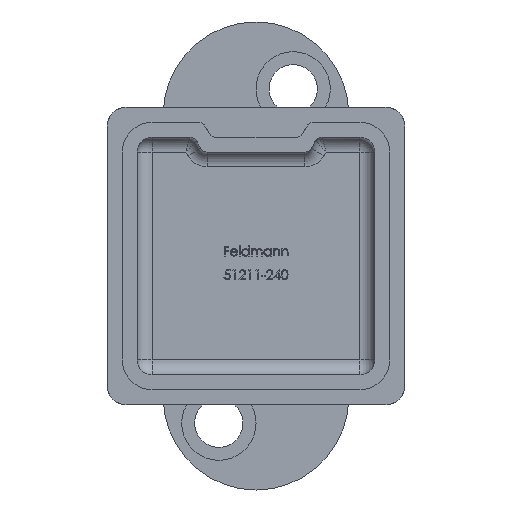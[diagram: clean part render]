
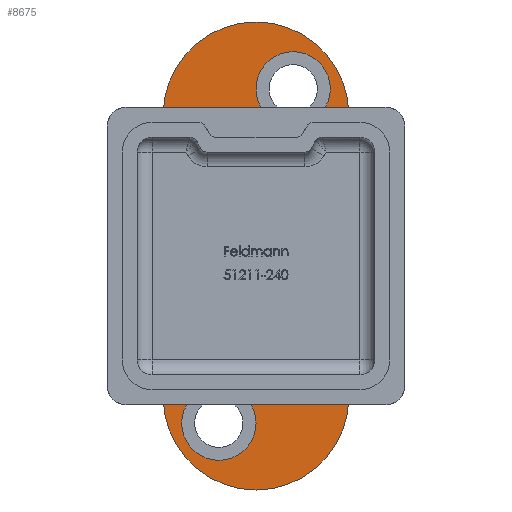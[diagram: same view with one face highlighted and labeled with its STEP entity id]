
A CAD part, front view. The second image highlights one B-rep face of the part: STEP entity #8675.
In plain terms, the highlighted planar face has unit normal (0, -1, 0).
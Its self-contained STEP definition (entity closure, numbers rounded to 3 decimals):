
#107 = ORIENTED_EDGE ( 'NONE', *, *, #9075, .F. ) ;
#189 = FACE_BOUND ( 'NONE', #8373, .T. ) ;
#195 = EDGE_CURVE ( 'NONE', #1796, #5087, #10058, .T. ) ;
#540 = ORIENTED_EDGE ( 'NONE', *, *, #3255, .F. ) ;
#580 = CARTESIAN_POINT ( 'NONE',  ( 0., 78., 19. ) ) ;
#798 = DIRECTION ( 'NONE',  ( 0., 0., 1. ) ) ;
#954 = CARTESIAN_POINT ( 'NONE',  ( 7.541, 78., -19. ) ) ;
#1152 = CIRCLE ( 'NONE', #10838, 12.5 ) ;
#1382 = CIRCLE ( 'NONE', #2914, 12.5 ) ;
#1433 = CARTESIAN_POINT ( 'NONE',  ( 0., 78., -7.541 ) ) ;
#1468 = CARTESIAN_POINT ( 'NONE',  ( 12.5, 78., -19. ) ) ;
#1624 = DIRECTION ( 'NONE',  ( 0., 0., -1. ) ) ;
#1775 = LINE ( 'NONE', #1433, #8491 ) ;
#1796 = VERTEX_POINT ( 'NONE', #6444 ) ;
#1839 = VECTOR ( 'NONE', #1624, 1000. ) ;
#1845 = ORIENTED_EDGE ( 'NONE', *, *, #7104, .F. ) ;
#1851 = CARTESIAN_POINT ( 'NONE',  ( -12.5, 78., 19. ) ) ;
#1929 = DIRECTION ( 'NONE',  ( 0., 0., 1. ) ) ;
#2063 = DIRECTION ( 'NONE',  ( 0., 0., -1. ) ) ;
#2126 = DIRECTION ( 'NONE',  ( 0., 0., 1. ) ) ;
#2384 = CARTESIAN_POINT ( 'NONE',  ( -5., 78., -27.5 ) ) ;
#2432 = LINE ( 'NONE', #12626, #7642 ) ;
#2461 = LINE ( 'NONE', #954, #7673 ) ;
#2516 = VERTEX_POINT ( 'NONE', #8704 ) ;
#2582 = VECTOR ( 'NONE', #6012, 1000. ) ;
#2682 = ORIENTED_EDGE ( 'NONE', *, *, #4386, .T. ) ;
#2844 = CARTESIAN_POINT ( 'NONE',  ( 7.541, 78., -7.541 ) ) ;
#2862 = DIRECTION ( 'NONE',  ( 0., 1., 0. ) ) ;
#2866 = PLANE ( 'NONE',  #6764 ) ;
#2914 = AXIS2_PLACEMENT_3D ( 'NONE', #580, #12084, #11085 ) ;
#2917 = EDGE_CURVE ( 'NONE', #2516, #5273, #2461, .T. ) ;
#3075 = CARTESIAN_POINT ( 'NONE',  ( -7.541, 78., 7.541 ) ) ;
#3255 = EDGE_CURVE ( 'NONE', #5087, #5326, #1152, .T. ) ;
#3963 = FACE_BOUND ( 'NONE', #8918, .T. ) ;
#4124 = EDGE_CURVE ( 'NONE', #5326, #10253, #2432, .T. ) ;
#4386 = EDGE_CURVE ( 'NONE', #5273, #11849, #1775, .T. ) ;
#5087 = VERTEX_POINT ( 'NONE', #1468 ) ;
#5273 = VERTEX_POINT ( 'NONE', #2844 ) ;
#5326 = VERTEX_POINT ( 'NONE', #6065 ) ;
#5336 = LINE ( 'NONE', #6887, #2582 ) ;
#5744 = FACE_BOUND ( 'NONE', #9840, .T. ) ;
#5766 = CARTESIAN_POINT ( 'NONE',  ( -7.541, 78., -7.541 ) ) ;
#5902 = CARTESIAN_POINT ( 'NONE',  ( -5., 78., -22.5 ) ) ;
#6012 = DIRECTION ( 'NONE',  ( 1., 0., 0. ) ) ;
#6013 = CIRCLE ( 'NONE', #12846, 5. ) ;
#6037 = DIRECTION ( 'NONE',  ( 0., 1., 0. ) ) ;
#6065 = CARTESIAN_POINT ( 'NONE',  ( -12.5, 78., -19. ) ) ;
#6444 = CARTESIAN_POINT ( 'NONE',  ( 12.5, 78., 19. ) ) ;
#6764 = AXIS2_PLACEMENT_3D ( 'NONE', #7045, #6037, #798 ) ;
#6865 = CARTESIAN_POINT ( 'NONE',  ( 12.5, 78., -19. ) ) ;
#6887 = CARTESIAN_POINT ( 'NONE',  ( 0., 78., 7.541 ) ) ;
#6970 = ORIENTED_EDGE ( 'NONE', *, *, #12336, .T. ) ;
#7045 = CARTESIAN_POINT ( 'NONE',  ( 0., 78., -19. ) ) ;
#7082 = ORIENTED_EDGE ( 'NONE', *, *, #11444, .T. ) ;
#7104 = EDGE_CURVE ( 'NONE', #10253, #1796, #1382, .T. ) ;
#7323 = LINE ( 'NONE', #10204, #12610 ) ;
#7472 = VERTEX_POINT ( 'NONE', #12445 ) ;
#7494 = ORIENTED_EDGE ( 'NONE', *, *, #195, .F. ) ;
#7642 = VECTOR ( 'NONE', #13463, 1000. ) ;
#7673 = VECTOR ( 'NONE', #10433, 1000. ) ;
#8153 = ORIENTED_EDGE ( 'NONE', *, *, #4124, .F. ) ;
#8323 = DIRECTION ( 'NONE',  ( 0., -1., 0. ) ) ;
#8373 = EDGE_LOOP ( 'NONE', ( #10260, #2682, #7082, #6970 ) ) ;
#8491 = VECTOR ( 'NONE', #13032, 1000. ) ;
#8675 = ADVANCED_FACE ( 'NONE', ( #3963, #5744, #189, #12013 ), #2866, .F. ) ;
#8704 = CARTESIAN_POINT ( 'NONE',  ( 7.541, 78., 7.541 ) ) ;
#8741 = VERTEX_POINT ( 'NONE', #3075 ) ;
#8918 = EDGE_LOOP ( 'NONE', ( #107 ) ) ;
#9075 = EDGE_CURVE ( 'NONE', #7472, #7472, #9697, .T. ) ;
#9095 = DIRECTION ( 'NONE',  ( 0., -1., 0. ) ) ;
#9686 = EDGE_LOOP ( 'NONE', ( #540, #7494, #1845, #8153 ) ) ;
#9697 = CIRCLE ( 'NONE', #11531, 5. ) ;
#9840 = EDGE_LOOP ( 'NONE', ( #11909 ) ) ;
#10058 = LINE ( 'NONE', #6865, #1839 ) ;
#10204 = CARTESIAN_POINT ( 'NONE',  ( -7.541, 78., -19. ) ) ;
#10253 = VERTEX_POINT ( 'NONE', #1851 ) ;
#10260 = ORIENTED_EDGE ( 'NONE', *, *, #2917, .T. ) ;
#10433 = DIRECTION ( 'NONE',  ( 0., 0., -1. ) ) ;
#10838 = AXIS2_PLACEMENT_3D ( 'NONE', #11297, #2862, #1929 ) ;
#11085 = DIRECTION ( 'NONE',  ( 0., 0., 1. ) ) ;
#11176 = EDGE_CURVE ( 'NONE', #11446, #11446, #6013, .T. ) ;
#11297 = CARTESIAN_POINT ( 'NONE',  ( 0., 78., -19. ) ) ;
#11353 = DIRECTION ( 'NONE',  ( 0., 0., -1. ) ) ;
#11444 = EDGE_CURVE ( 'NONE', #11849, #8741, #7323, .T. ) ;
#11446 = VERTEX_POINT ( 'NONE', #2384 ) ;
#11531 = AXIS2_PLACEMENT_3D ( 'NONE', #13574, #8323, #2063 ) ;
#11849 = VERTEX_POINT ( 'NONE', #5766 ) ;
#11909 = ORIENTED_EDGE ( 'NONE', *, *, #11176, .F. ) ;
#12013 = FACE_OUTER_BOUND ( 'NONE', #9686, .T. ) ;
#12084 = DIRECTION ( 'NONE',  ( 0., 1., 0. ) ) ;
#12336 = EDGE_CURVE ( 'NONE', #8741, #2516, #5336, .T. ) ;
#12445 = CARTESIAN_POINT ( 'NONE',  ( 5., 78., 17.5 ) ) ;
#12610 = VECTOR ( 'NONE', #2126, 1000. ) ;
#12626 = CARTESIAN_POINT ( 'NONE',  ( -12.5, 78., -19. ) ) ;
#12846 = AXIS2_PLACEMENT_3D ( 'NONE', #5902, #9095, #11353 ) ;
#13032 = DIRECTION ( 'NONE',  ( -1., 0., 0. ) ) ;
#13463 = DIRECTION ( 'NONE',  ( 0., 0., 1. ) ) ;
#13574 = CARTESIAN_POINT ( 'NONE',  ( 5., 78., 22.5 ) ) ;
